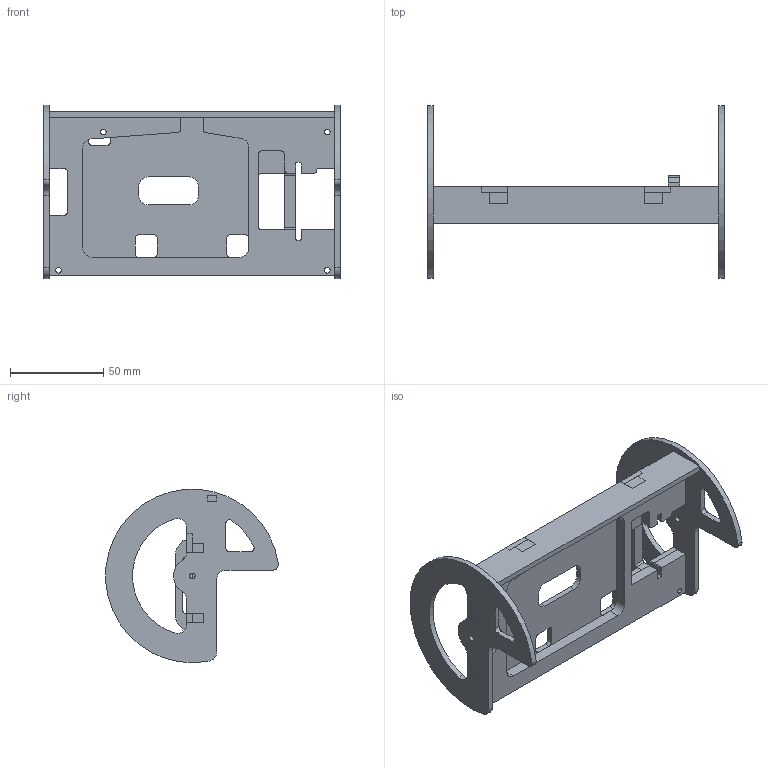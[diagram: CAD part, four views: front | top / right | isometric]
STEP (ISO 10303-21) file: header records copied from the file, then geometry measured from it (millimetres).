
FILE_DESCRIPTION(/* description */ (''),/* implementation_level */ '2;1');
FILE_NAME(/* name */ 'Electronics Chassis Aft Assembly.stp',/* time_stamp */ '2015-01-16T15:52:54-08:00',/* author */ ('Evil Brian'),/* organization */ (''),/* preprocessor_version */ 'ST-DEVELOPER v15.6',/* originating_system */ 'Autodesk Inventor 2015',/* authorisation */ '');
FILE_SCHEMA (('AUTOMOTIVE_DESIGN { 1 0 10303 214 3 1 1 }'));
Products named in the file (6): Electronics Chassis Main 3mm; Electronics Chassis Main 6mm; Electronics Chassis Wall; Electronics Chassis Side; Electronics Chassis Servo Mount; Electronics Chassis Aft Assembly
Bounding box: 159 x 92.49 x 92.87 mm (x, y, z)
Volume: 98636.4 mm3; surface area: 68302.3 mm2
Topology: 6 solids, 6 shells, 297 faces, 855 edges, 570 vertices
Faces by surface type: plane 204, cylinder 93
Full cylindrical faces by diameter (mm): 3 x9
Entity records: 8672 total; most frequent: CARTESIAN_POINT 1514, ORIENTED_EDGE 1484, DIRECTION 1442, EDGE_CURVE 742, LINE 586, VECTOR 586, VERTEX_POINT 500, AXIS2_PLACEMENT_3D 428
